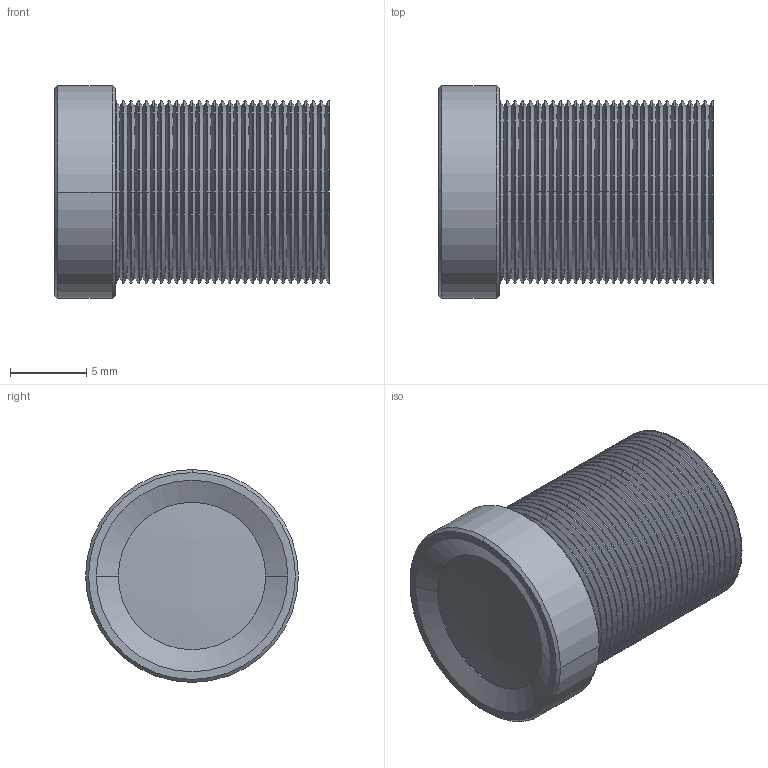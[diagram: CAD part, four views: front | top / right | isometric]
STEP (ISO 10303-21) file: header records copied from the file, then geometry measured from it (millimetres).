
FILE_DESCRIPTION (( 'STEP AP214' ), '1' );
FILE_NAME ('O-S1-S-036-40--213094.STEP', '2025-02-14T12:16:28', ( '' ), ( '' ), 'SwSTEP 2.0', 'SolidWorks 2024', '' );
FILE_SCHEMA (( 'AUTOMOTIVE_DESIGN' ));
Length unit declared in the file: millimetre
Products named in the file (1): O-S1-S-036-40--213094
Bounding box: 18.08 x 14 x 14 mm (x, y, z)
Volume: 1927.3 mm3; surface area: 1546.9 mm2
Topology: 1 solids, 1 shells, 220 faces, 534 edges, 322 vertices
Faces by surface type: cone 136, cylinder 76, plane 6, sphere 2
Entity records: 6507 total; most frequent: DIRECTION 1298, CARTESIAN_POINT 1077, ORIENTED_EDGE 1068, AXIS2_PLACEMENT_3D 543, EDGE_CURVE 534, CIRCLE 322, VERTEX_POINT 322, EDGE_LOOP 226
